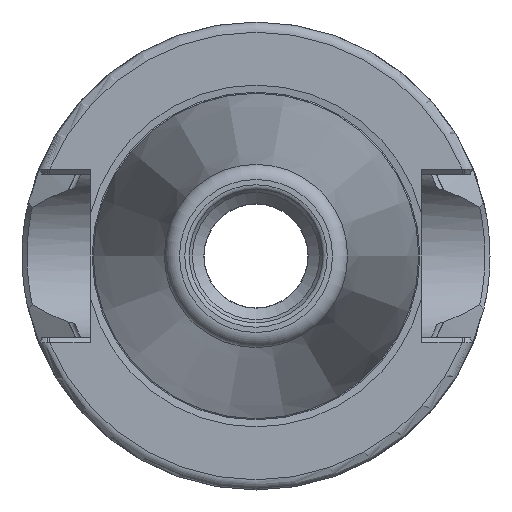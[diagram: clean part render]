
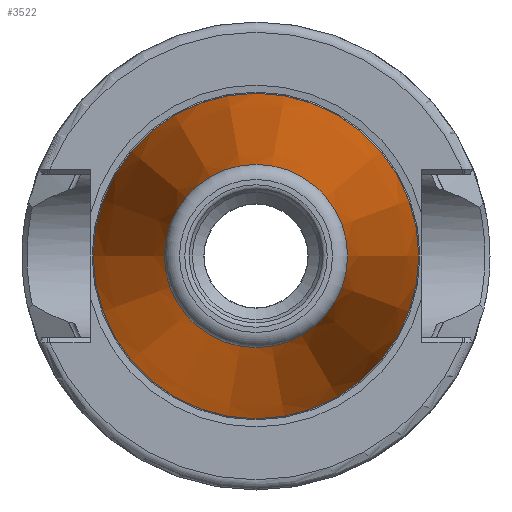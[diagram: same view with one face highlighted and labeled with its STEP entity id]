
A CAD part, left-side view. The second image highlights one B-rep face of the part: STEP entity #3522.
In plain terms, the highlighted conical face has half-angle 8.297 degrees and reference radius 12.502 mm.
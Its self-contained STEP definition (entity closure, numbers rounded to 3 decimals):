
#116=CONICAL_SURFACE('',#3852,12.502,0.145);
#288=LINE('',#6501,#457);
#457=VECTOR('',#4616,12.502);
#685=FACE_OUTER_BOUND('',#879,.T.);
#879=EDGE_LOOP('',(#2772,#2773,#2774,#2775,#2776,#2777,#2778));
#1122=CIRCLE('',#3848,9.004);
#1123=CIRCLE('',#3849,9.004);
#1124=CIRCLE('',#3850,9.004);
#1126=CIRCLE('',#3853,15.999);
#1127=CIRCLE('',#3854,15.999);
#1480=VERTEX_POINT('',#6489);
#1481=VERTEX_POINT('',#6490);
#1482=VERTEX_POINT('',#6492);
#1483=VERTEX_POINT('',#6497);
#1484=VERTEX_POINT('',#6498);
#1958=EDGE_CURVE('',#1480,#1481,#1122,.T.);
#1959=EDGE_CURVE('',#1482,#1480,#1123,.T.);
#1960=EDGE_CURVE('',#1481,#1482,#1124,.T.);
#1962=EDGE_CURVE('',#1483,#1484,#1126,.T.);
#1963=EDGE_CURVE('',#1484,#1483,#1127,.T.);
#1964=EDGE_CURVE('',#1484,#1482,#288,.T.);
#2772=ORIENTED_EDGE('',*,*,#1962,.F.);
#2773=ORIENTED_EDGE('',*,*,#1963,.F.);
#2774=ORIENTED_EDGE('',*,*,#1964,.T.);
#2775=ORIENTED_EDGE('',*,*,#1959,.T.);
#2776=ORIENTED_EDGE('',*,*,#1958,.T.);
#2777=ORIENTED_EDGE('',*,*,#1960,.T.);
#2778=ORIENTED_EDGE('',*,*,#1964,.F.);
#3522=ADVANCED_FACE('',(#685),#116,.T.);
#3848=AXIS2_PLACEMENT_3D('',#6491,#4602,#4603);
#3849=AXIS2_PLACEMENT_3D('',#6493,#4604,#4605);
#3850=AXIS2_PLACEMENT_3D('',#6494,#4606,#4607);
#3852=AXIS2_PLACEMENT_3D('',#6496,#4610,#4611);
#3853=AXIS2_PLACEMENT_3D('',#6499,#4612,#4613);
#3854=AXIS2_PLACEMENT_3D('',#6500,#4614,#4615);
#4602=DIRECTION('center_axis',(1.,0.,0.));
#4603=DIRECTION('ref_axis',(0.,0.,-1.));
#4604=DIRECTION('center_axis',(1.,0.,0.));
#4605=DIRECTION('ref_axis',(0.,0.,-1.));
#4606=DIRECTION('center_axis',(1.,0.,0.));
#4607=DIRECTION('ref_axis',(0.,0.,-1.));
#4610=DIRECTION('center_axis',(1.,0.,0.));
#4611=DIRECTION('ref_axis',(0.,1.,0.));
#4612=DIRECTION('center_axis',(1.,0.,0.));
#4613=DIRECTION('ref_axis',(0.,0.,-1.));
#4614=DIRECTION('center_axis',(1.,0.,0.));
#4615=DIRECTION('ref_axis',(0.,0.,-1.));
#4616=DIRECTION('',(-0.99,0.144,0.));
#6489=CARTESIAN_POINT('',(-47.116,9.004,0.));
#6490=CARTESIAN_POINT('',(-47.116,0.,9.004));
#6491=CARTESIAN_POINT('Origin',(-47.116,0.,0.));
#6492=CARTESIAN_POINT('',(-47.116,-9.004,0.));
#6493=CARTESIAN_POINT('Origin',(-47.116,0.,0.));
#6494=CARTESIAN_POINT('Origin',(-47.116,0.,0.));
#6496=CARTESIAN_POINT('Origin',(-23.132,0.,0.));
#6497=CARTESIAN_POINT('',(0.852,15.999,0.));
#6498=CARTESIAN_POINT('',(0.852,-15.999,0.));
#6499=CARTESIAN_POINT('Origin',(0.852,0.,0.));
#6500=CARTESIAN_POINT('Origin',(0.852,0.,0.));
#6501=CARTESIAN_POINT('',(-23.132,-12.502,0.));
